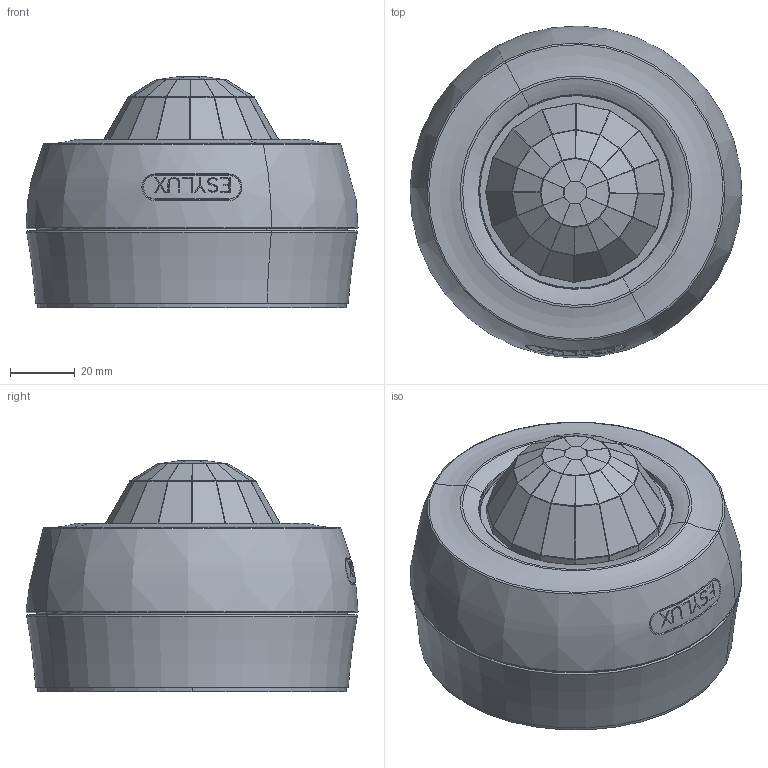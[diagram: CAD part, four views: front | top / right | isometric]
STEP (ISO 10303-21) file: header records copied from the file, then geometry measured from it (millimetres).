
FILE_DESCRIPTION('');
FILE_NAME('');
FILE_SCHEMA(('CONFIG_CONTROL_DESIGN'));
Length unit declared in the file: millimetre
Products named in the file (1): EB10430909
Bounding box: 102.43 x 102.43 x 71.33 mm (x, y, z)
Volume: 395365.7 mm3; surface area: 57759.7 mm2
Topology: 3 solids, 3 shells, 461 faces, 1023 edges, 593 vertices
Faces by surface type: bspline 179, cylinder 94, plane 64, sphere 58, torus 46, cone 10, revolution 10
Entity records: 18650 total; most frequent: CARTESIAN_POINT 10249, ORIENTED_EDGE 2042, EDGE_CURVE 1021, DIRECTION 1018, VERTEX_POINT 593, AXIS2_PLACEMENT_3D 563, EDGE_LOOP 488, B_SPLINE_CURVE_WITH_KNOTS 483
